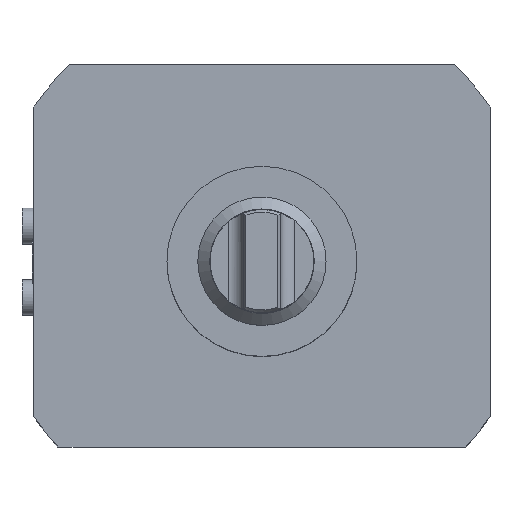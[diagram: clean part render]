
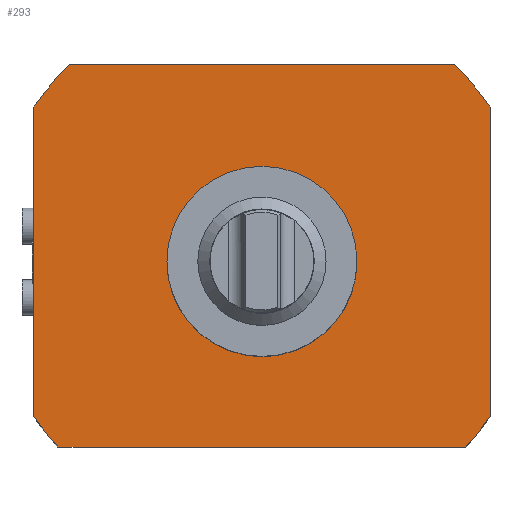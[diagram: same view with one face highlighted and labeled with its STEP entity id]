
A CAD part, top view. The second image highlights one B-rep face of the part: STEP entity #293.
In plain terms, the highlighted planar face has unit normal (0, 0, 1).
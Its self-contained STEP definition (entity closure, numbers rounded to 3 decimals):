
#125=LINE('',#1757,#167);
#126=LINE('',#1759,#168);
#127=LINE('',#1763,#169);
#128=LINE('',#1767,#170);
#167=VECTOR('',#1312,1.0);
#168=VECTOR('',#1313,1.0);
#169=VECTOR('',#1316,1.0);
#170=VECTOR('',#1319,1.0);
#214=PLANE('',#1097);
#293=ADVANCED_FACE('',(#383,#384),#214,.F.);
#383=FACE_BOUND('',#457,.T.);
#384=FACE_BOUND('',#458,.T.);
#457=EDGE_LOOP('',(#616,#617,#618,#619,#620,#621,#622,#623));
#458=EDGE_LOOP('',(#624));
#616=ORIENTED_EDGE('',*,*,#908,.F.);
#617=ORIENTED_EDGE('',*,*,#889,.F.);
#618=ORIENTED_EDGE('',*,*,#909,.F.);
#619=ORIENTED_EDGE('',*,*,#910,.F.);
#620=ORIENTED_EDGE('',*,*,#911,.F.);
#621=ORIENTED_EDGE('',*,*,#912,.F.);
#622=ORIENTED_EDGE('',*,*,#913,.F.);
#623=ORIENTED_EDGE('',*,*,#914,.F.);
#624=ORIENTED_EDGE('',*,*,#904,.F.);
#789=VERTEX_POINT('',#1714);
#790=VERTEX_POINT('',#1715);
#800=VERTEX_POINT('',#1745);
#804=VERTEX_POINT('',#1758);
#805=VERTEX_POINT('',#1760);
#806=VERTEX_POINT('',#1762);
#807=VERTEX_POINT('',#1764);
#808=VERTEX_POINT('',#1766);
#809=VERTEX_POINT('',#1768);
#889=EDGE_CURVE('',#789,#790,#980,.T.);
#904=EDGE_CURVE('',#800,#800,#992,.T.);
#908=EDGE_CURVE('',#790,#804,#125,.T.);
#909=EDGE_CURVE('',#805,#789,#126,.T.);
#910=EDGE_CURVE('',#806,#805,#996,.T.);
#911=EDGE_CURVE('',#807,#806,#127,.T.);
#912=EDGE_CURVE('',#808,#807,#997,.T.);
#913=EDGE_CURVE('',#809,#808,#128,.T.);
#914=EDGE_CURVE('',#804,#809,#998,.T.);
#980=CIRCLE('',#1068,58.0);
#992=CIRCLE('',#1085,20.0);
#996=CIRCLE('',#1094,58.0);
#997=CIRCLE('',#1095,58.0);
#998=CIRCLE('',#1096,58.0);
#1068=AXIS2_PLACEMENT_3D('',#1713,#1257,#1258);
#1085=AXIS2_PLACEMENT_3D('',#1744,#1294,#1295);
#1094=AXIS2_PLACEMENT_3D('',#1761,#1314,#1315);
#1095=AXIS2_PLACEMENT_3D('',#1765,#1317,#1318);
#1096=AXIS2_PLACEMENT_3D('',#1769,#1320,#1321);
#1097=AXIS2_PLACEMENT_3D('',#1770,#1322,#1323);
#1257=DIRECTION('',(0.0,0.0,-1.0));
#1258=DIRECTION('',(1.0,0.0,0.0));
#1294=DIRECTION('',(0.0,0.0,1.0));
#1295=DIRECTION('',(-1.0,0.0,0.0));
#1312=DIRECTION('',(0.,1.0,0.0));
#1313=DIRECTION('',(-1.0,0.,0.0));
#1314=DIRECTION('',(0.0,0.0,-1.0));
#1315=DIRECTION('',(1.0,0.0,0.0));
#1316=DIRECTION('',(0.,-1.0,0.0));
#1317=DIRECTION('',(0.0,0.0,-1.0));
#1318=DIRECTION('',(1.0,0.0,0.0));
#1319=DIRECTION('',(1.0,0.,0.0));
#1320=DIRECTION('',(0.0,0.0,-1.0));
#1321=DIRECTION('',(1.0,0.0,0.0));
#1322=DIRECTION('',(0.0,0.0,-1.0));
#1323=DIRECTION('',(1.0,0.0,0.0));
#1713=CARTESIAN_POINT('',(0.,0.,0.0));
#1714=CARTESIAN_POINT('',(-42.93,-39.0,0.0));
#1715=CARTESIAN_POINT('',(-48.,-32.558,0.0));
#1744=CARTESIAN_POINT('',(0.,0.,0.0));
#1745=CARTESIAN_POINT('',(-20.0,0.,0.0));
#1757=CARTESIAN_POINT('',(-48.,-32.558,0.0));
#1758=CARTESIAN_POINT('',(-48.,32.558,0.0));
#1759=CARTESIAN_POINT('',(42.93,-39.0,0.0));
#1760=CARTESIAN_POINT('',(42.93,-39.0,0.0));
#1761=CARTESIAN_POINT('',(0.,0.,0.0));
#1762=CARTESIAN_POINT('',(48.,-32.558,0.0));
#1763=CARTESIAN_POINT('',(48.,32.558,0.0));
#1764=CARTESIAN_POINT('',(48.,32.558,0.0));
#1765=CARTESIAN_POINT('',(0.,0.,0.0));
#1766=CARTESIAN_POINT('',(40.519,41.5,0.0));
#1767=CARTESIAN_POINT('',(-40.519,41.5,0.0));
#1768=CARTESIAN_POINT('',(-40.519,41.5,0.0));
#1769=CARTESIAN_POINT('',(0.,0.,0.0));
#1770=CARTESIAN_POINT('',(0.,0.,0.0));
